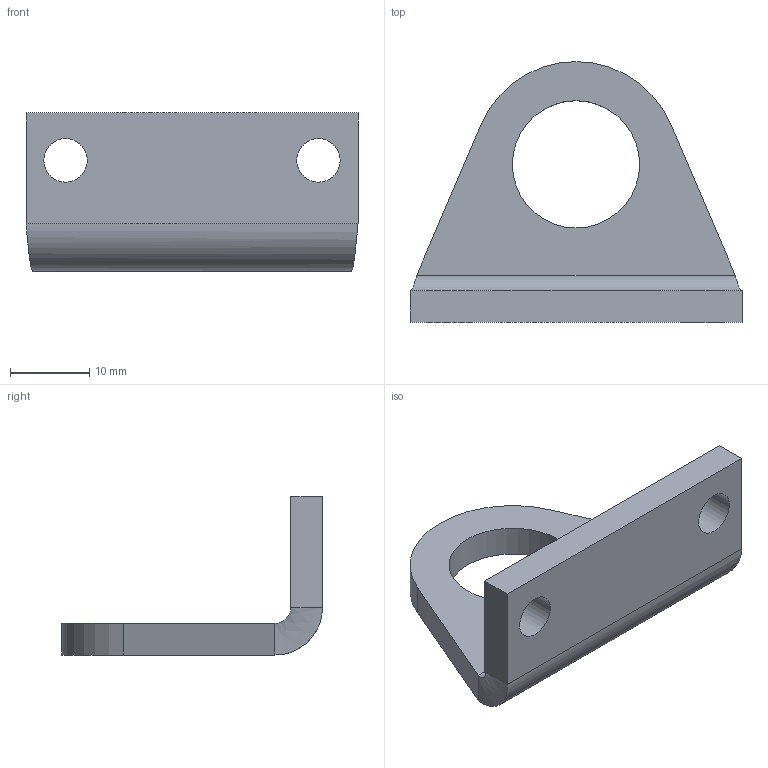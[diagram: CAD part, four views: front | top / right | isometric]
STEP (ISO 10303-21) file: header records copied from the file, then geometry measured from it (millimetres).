
FILE_DESCRIPTION(/* description */ (''),/* implementation_level */ '2;1');
FILE_NAME(/* name */ 'C-B-FM-012.stp',/* time_stamp */ '2016-01-07T12:58:23+01:00',/* author */ (''),/* organization */ (''),/* preprocessor_version */ 'ST-DEVELOPER v15.2',/* originating_system */ 'Autodesk Translator Framework v2.0.0.5431',/* authorisation */ '');
FILE_SCHEMA (('AUTOMOTIVE_DESIGN { 1 0 10303 214 3 1 1 }'));
Length unit declared in the file: centimetre
Products named in the file (1): (Unsaved)
Bounding box: 42 x 33 x 20 mm (x, y, z)
Volume: 5373.9 mm3; surface area: 3686.5 mm2
Topology: 1 solids, 1 shells, 823 faces, 2302 edges, 1506 vertices
Faces by surface type: bspline 643, plane 174, cylinder 6
Full cylindrical faces by diameter (mm): 5.5 x2, 16.1 x1
Entity records: 32178 total; most frequent: CARTESIAN_POINT 15506, ORIENTED_EDGE 4634, EDGE_CURVE 2297, VERTEX_POINT 1504, DIRECTION 1373, B_SPLINE_CURVE_WITH_KNOTS 1294, LINE 995, VECTOR 995
